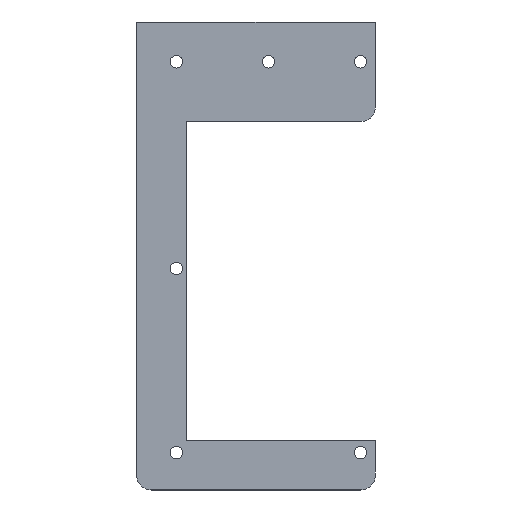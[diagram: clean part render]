
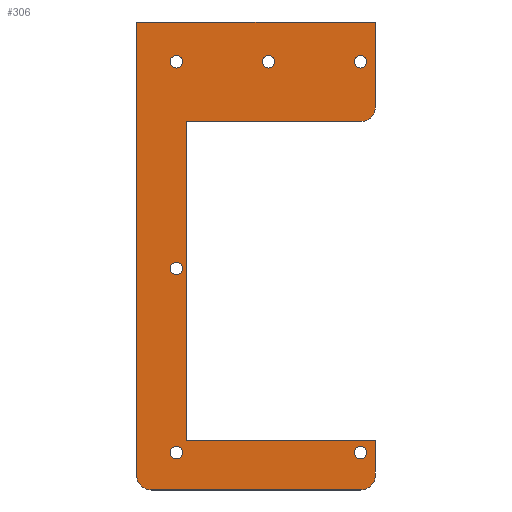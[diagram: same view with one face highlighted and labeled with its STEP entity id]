
A CAD part, top view. The second image highlights one B-rep face of the part: STEP entity #306.
In plain terms, the highlighted planar face has unit normal (0, 0, 1).
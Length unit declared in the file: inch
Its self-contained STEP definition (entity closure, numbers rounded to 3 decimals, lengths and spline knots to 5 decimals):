
#4 = CARTESIAN_POINT ( 'NONE',  ( 0.375, 0.375, 0.125 ) ) ;
#14 = ORIENTED_EDGE ( 'NONE', *, *, #84, .T. ) ;
#18 = EDGE_LOOP ( 'NONE', ( #410 ) ) ;
#27 = ORIENTED_EDGE ( 'NONE', *, *, #271, .T. ) ;
#29 = EDGE_CURVE ( 'NONE', #547, #88, #656, .T. ) ;
#30 = VERTEX_POINT ( 'NONE', #593 ) ;
#31 = CIRCLE ( 'NONE', #376, 0.15625 ) ;
#36 = ORIENTED_EDGE ( 'NONE', *, *, #468, .T. ) ;
#40 = EDGE_CURVE ( 'NONE', #30, #30, #668, .T. ) ;
#49 = CARTESIAN_POINT ( 'NONE',  ( 3.3125, 10.75, 0.125 ) ) ;
#59 = CARTESIAN_POINT ( 'NONE',  ( 5.625, 9.625, 0.125 ) ) ;
#62 = AXIS2_PLACEMENT_3D ( 'NONE', #576, #367, #109 ) ;
#64 = CARTESIAN_POINT ( 'NONE',  ( 6., 1.25, 0.125 ) ) ;
#77 = ORIENTED_EDGE ( 'NONE', *, *, #249, .T. ) ;
#84 = EDGE_CURVE ( 'NONE', #88, #278, #353, .T. ) ;
#86 = CARTESIAN_POINT ( 'NONE',  ( 1.25, 9.25, 0.125 ) ) ;
#88 = VERTEX_POINT ( 'NONE', #418 ) ;
#90 = EDGE_LOOP ( 'NONE', ( #228, #179, #14, #225, #94, #77, #558, #220, #429, #27, #36 ) ) ;
#94 = ORIENTED_EDGE ( 'NONE', *, *, #142, .T. ) ;
#96 = CARTESIAN_POINT ( 'NONE',  ( 0., 11.75, 0.125 ) ) ;
#97 = FACE_BOUND ( 'NONE', #290, .T. ) ;
#102 = DIRECTION ( 'NONE',  ( 1., 0., 0. ) ) ;
#106 = CARTESIAN_POINT ( 'NONE',  ( 0., 9.25, 0.125 ) ) ;
#107 = CARTESIAN_POINT ( 'NONE',  ( 5.625, 0.375, 0.125 ) ) ;
#109 = DIRECTION ( 'NONE',  ( 1., 0., 0. ) ) ;
#110 = AXIS2_PLACEMENT_3D ( 'NONE', #384, #295, #284 ) ;
#117 = CARTESIAN_POINT ( 'NONE',  ( 6., 0.375, 0.125 ) ) ;
#120 = DIRECTION ( 'NONE',  ( 0., 0., -1. ) ) ;
#121 = EDGE_LOOP ( 'NONE', ( #617 ) ) ;
#125 = VERTEX_POINT ( 'NONE', #388 ) ;
#130 = VERTEX_POINT ( 'NONE', #459 ) ;
#133 = CIRCLE ( 'NONE', #564, 0.15625 ) ;
#139 = EDGE_CURVE ( 'NONE', #440, #440, #411, .T. ) ;
#142 = EDGE_CURVE ( 'NONE', #390, #130, #248, .T. ) ;
#144 = CARTESIAN_POINT ( 'NONE',  ( 6., 9.625, 0.125 ) ) ;
#149 = ORIENTED_EDGE ( 'NONE', *, *, #40, .T. ) ;
#153 = FACE_BOUND ( 'NONE', #651, .T. ) ;
#157 = CARTESIAN_POINT ( 'NONE',  ( 5.625, 9.25, 0.125 ) ) ;
#158 = EDGE_LOOP ( 'NONE', ( #386 ) ) ;
#161 = DIRECTION ( 'NONE',  ( 0., 1., 0. ) ) ;
#164 = DIRECTION ( 'NONE',  ( 1., 0., 0. ) ) ;
#166 = CARTESIAN_POINT ( 'NONE',  ( 0.375, 0., 0.125 ) ) ;
#179 = ORIENTED_EDGE ( 'NONE', *, *, #29, .T. ) ;
#188 = EDGE_CURVE ( 'NONE', #650, #650, #263, .T. ) ;
#195 = EDGE_CURVE ( 'NONE', #544, #544, #133, .T. ) ;
#199 = DIRECTION ( 'NONE',  ( 0., 0., -1. ) ) ;
#201 = VECTOR ( 'NONE', #300, 39.37008 ) ;
#206 = AXIS2_PLACEMENT_3D ( 'NONE', #4, #518, #478 ) ;
#207 = FACE_BOUND ( 'NONE', #158, .T. ) ;
#208 = CARTESIAN_POINT ( 'NONE',  ( 0., 1.25, 0.125 ) ) ;
#215 = CARTESIAN_POINT ( 'NONE',  ( 1.25, 11.75, 0.125 ) ) ;
#220 = ORIENTED_EDGE ( 'NONE', *, *, #301, .T. ) ;
#223 = CARTESIAN_POINT ( 'NONE',  ( 1., 10.75, 0.125 ) ) ;
#225 = ORIENTED_EDGE ( 'NONE', *, *, #568, .T. ) ;
#228 = ORIENTED_EDGE ( 'NONE', *, *, #229, .T. ) ;
#229 = EDGE_CURVE ( 'NONE', #245, #547, #255, .T. ) ;
#233 = DIRECTION ( 'NONE',  ( -1., 0., 0. ) ) ;
#240 = VECTOR ( 'NONE', #466, 39.37008 ) ;
#242 = ORIENTED_EDGE ( 'NONE', *, *, #442, .T. ) ;
#245 = VERTEX_POINT ( 'NONE', #144 ) ;
#248 = LINE ( 'NONE', #462, #201 ) ;
#249 = EDGE_CURVE ( 'NONE', #130, #534, #408, .T. ) ;
#250 = AXIS2_PLACEMENT_3D ( 'NONE', #305, #622, #358 ) ;
#251 = DIRECTION ( 'NONE',  ( 0., 0., -1. ) ) ;
#252 = DIRECTION ( 'NONE',  ( -1., 0., 0. ) ) ;
#255 = LINE ( 'NONE', #677, #299 ) ;
#259 = CARTESIAN_POINT ( 'NONE',  ( 5.625, 10.75, 0.125 ) ) ;
#260 = CARTESIAN_POINT ( 'NONE',  ( 6., 11.75, 0.125 ) ) ;
#262 = LINE ( 'NONE', #208, #240 ) ;
#263 = CIRCLE ( 'NONE', #456, 0.15625 ) ;
#264 = FACE_BOUND ( 'NONE', #404, .T. ) ;
#271 = EDGE_CURVE ( 'NONE', #637, #348, #351, .T. ) ;
#277 = DIRECTION ( 'NONE',  ( 0., 0., 1. ) ) ;
#278 = VERTEX_POINT ( 'NONE', #312 ) ;
#284 = DIRECTION ( 'NONE',  ( 1., 0., 0. ) ) ;
#287 = CARTESIAN_POINT ( 'NONE',  ( 5.78125, 10.75, 0.125 ) ) ;
#290 = EDGE_LOOP ( 'NONE', ( #531 ) ) ;
#293 = EDGE_CURVE ( 'NONE', #534, #477, #616, .T. ) ;
#295 = DIRECTION ( 'NONE',  ( 0., 0., -1. ) ) ;
#299 = VECTOR ( 'NONE', #553, 39.37008 ) ;
#300 = DIRECTION ( 'NONE',  ( 1., 0., 0. ) ) ;
#301 = EDGE_CURVE ( 'NONE', #477, #444, #262, .T. ) ;
#305 = CARTESIAN_POINT ( 'NONE',  ( 0., 11.75, 0.125 ) ) ;
#306 = ADVANCED_FACE ( 'NONE', ( #310, #153, #264, #510, #460, #207, #97 ), #419, .T. ) ;
#307 = DIRECTION ( 'NONE',  ( 0., 0., -1. ) ) ;
#308 = DIRECTION ( 'NONE',  ( 0., 1., 0. ) ) ;
#310 = FACE_OUTER_BOUND ( 'NONE', #90, .T. ) ;
#312 = CARTESIAN_POINT ( 'NONE',  ( 0., 0.375, 0.125 ) ) ;
#315 = DIRECTION ( 'NONE',  ( -1., 0., 0. ) ) ;
#321 = CIRCLE ( 'NONE', #206, 0.375 ) ;
#329 = CARTESIAN_POINT ( 'NONE',  ( 6., 11.75, 0.125 ) ) ;
#333 = CARTESIAN_POINT ( 'NONE',  ( 1.15625, 0.9375, 0.125 ) ) ;
#340 = VERTEX_POINT ( 'NONE', #333 ) ;
#345 = CARTESIAN_POINT ( 'NONE',  ( 0., 11.75, 0.125 ) ) ;
#348 = VERTEX_POINT ( 'NONE', #157 ) ;
#351 = LINE ( 'NONE', #106, #504 ) ;
#353 = LINE ( 'NONE', #96, #508 ) ;
#356 = CIRCLE ( 'NONE', #619, 0.375 ) ;
#358 = DIRECTION ( 'NONE',  ( 1., 0., 0. ) ) ;
#367 = DIRECTION ( 'NONE',  ( 0., 0., -1. ) ) ;
#376 = AXIS2_PLACEMENT_3D ( 'NONE', #223, #120, #164 ) ;
#384 = CARTESIAN_POINT ( 'NONE',  ( 1., 5.5625, 0.125 ) ) ;
#386 = ORIENTED_EDGE ( 'NONE', *, *, #188, .T. ) ;
#388 = CARTESIAN_POINT ( 'NONE',  ( 1.15625, 10.75, 0.125 ) ) ;
#390 = VERTEX_POINT ( 'NONE', #166 ) ;
#391 = AXIS2_PLACEMENT_3D ( 'NONE', #107, #674, #252 ) ;
#404 = EDGE_LOOP ( 'NONE', ( #149 ) ) ;
#408 = CIRCLE ( 'NONE', #391, 0.375 ) ;
#410 = ORIENTED_EDGE ( 'NONE', *, *, #605, .T. ) ;
#411 = CIRCLE ( 'NONE', #489, 0.15625 ) ;
#418 = CARTESIAN_POINT ( 'NONE',  ( 0., 11.75, 0.125 ) ) ;
#419 = PLANE ( 'NONE',  #250 ) ;
#429 = ORIENTED_EDGE ( 'NONE', *, *, #584, .T. ) ;
#440 = VERTEX_POINT ( 'NONE', #486 ) ;
#442 = EDGE_CURVE ( 'NONE', #340, #340, #519, .T. ) ;
#444 = VERTEX_POINT ( 'NONE', #580 ) ;
#456 = AXIS2_PLACEMENT_3D ( 'NONE', #502, #199, #560 ) ;
#459 = CARTESIAN_POINT ( 'NONE',  ( 5.625, 0., 0.125 ) ) ;
#460 = FACE_BOUND ( 'NONE', #121, .T. ) ;
#462 = CARTESIAN_POINT ( 'NONE',  ( 0., 0., 0.125 ) ) ;
#464 = VECTOR ( 'NONE', #161, 39.37008 ) ;
#466 = DIRECTION ( 'NONE',  ( -1., 0., 0. ) ) ;
#468 = EDGE_CURVE ( 'NONE', #348, #245, #356, .T. ) ;
#477 = VERTEX_POINT ( 'NONE', #64 ) ;
#478 = DIRECTION ( 'NONE',  ( -1., 0., 0. ) ) ;
#486 = CARTESIAN_POINT ( 'NONE',  ( 3.46875, 10.75, 0.125 ) ) ;
#489 = AXIS2_PLACEMENT_3D ( 'NONE', #49, #251, #663 ) ;
#495 = CARTESIAN_POINT ( 'NONE',  ( 5.78125, 0.9375, 0.125 ) ) ;
#502 = CARTESIAN_POINT ( 'NONE',  ( 5.625, 0.9375, 0.125 ) ) ;
#504 = VECTOR ( 'NONE', #102, 39.37008 ) ;
#508 = VECTOR ( 'NONE', #673, 39.37008 ) ;
#509 = DIRECTION ( 'NONE',  ( 1., 0., 0. ) ) ;
#510 = FACE_BOUND ( 'NONE', #18, .T. ) ;
#518 = DIRECTION ( 'NONE',  ( 0., 0., 1. ) ) ;
#519 = CIRCLE ( 'NONE', #62, 0.15625 ) ;
#531 = ORIENTED_EDGE ( 'NONE', *, *, #139, .T. ) ;
#534 = VERTEX_POINT ( 'NONE', #117 ) ;
#538 = VECTOR ( 'NONE', #233, 39.37008 ) ;
#544 = VERTEX_POINT ( 'NONE', #287 ) ;
#547 = VERTEX_POINT ( 'NONE', #329 ) ;
#553 = DIRECTION ( 'NONE',  ( 0., 1., 0. ) ) ;
#558 = ORIENTED_EDGE ( 'NONE', *, *, #293, .T. ) ;
#560 = DIRECTION ( 'NONE',  ( 1., 0., 0. ) ) ;
#564 = AXIS2_PLACEMENT_3D ( 'NONE', #259, #307, #509 ) ;
#568 = EDGE_CURVE ( 'NONE', #278, #390, #321, .T. ) ;
#576 = CARTESIAN_POINT ( 'NONE',  ( 1., 0.9375, 0.125 ) ) ;
#580 = CARTESIAN_POINT ( 'NONE',  ( 1.25, 1.25, 0.125 ) ) ;
#584 = EDGE_CURVE ( 'NONE', #444, #637, #631, .T. ) ;
#593 = CARTESIAN_POINT ( 'NONE',  ( 1.15625, 5.5625, 0.125 ) ) ;
#605 = EDGE_CURVE ( 'NONE', #125, #125, #31, .T. ) ;
#616 = LINE ( 'NONE', #260, #625 ) ;
#617 = ORIENTED_EDGE ( 'NONE', *, *, #195, .T. ) ;
#619 = AXIS2_PLACEMENT_3D ( 'NONE', #59, #277, #315 ) ;
#622 = DIRECTION ( 'NONE',  ( 0., 0., 1. ) ) ;
#625 = VECTOR ( 'NONE', #308, 39.37008 ) ;
#631 = LINE ( 'NONE', #215, #464 ) ;
#637 = VERTEX_POINT ( 'NONE', #86 ) ;
#650 = VERTEX_POINT ( 'NONE', #495 ) ;
#651 = EDGE_LOOP ( 'NONE', ( #242 ) ) ;
#656 = LINE ( 'NONE', #345, #538 ) ;
#663 = DIRECTION ( 'NONE',  ( 1., 0., 0. ) ) ;
#668 = CIRCLE ( 'NONE', #110, 0.15625 ) ;
#673 = DIRECTION ( 'NONE',  ( 0., -1., 0. ) ) ;
#674 = DIRECTION ( 'NONE',  ( 0., 0., 1. ) ) ;
#677 = CARTESIAN_POINT ( 'NONE',  ( 6., 11.75, 0.125 ) ) ;
